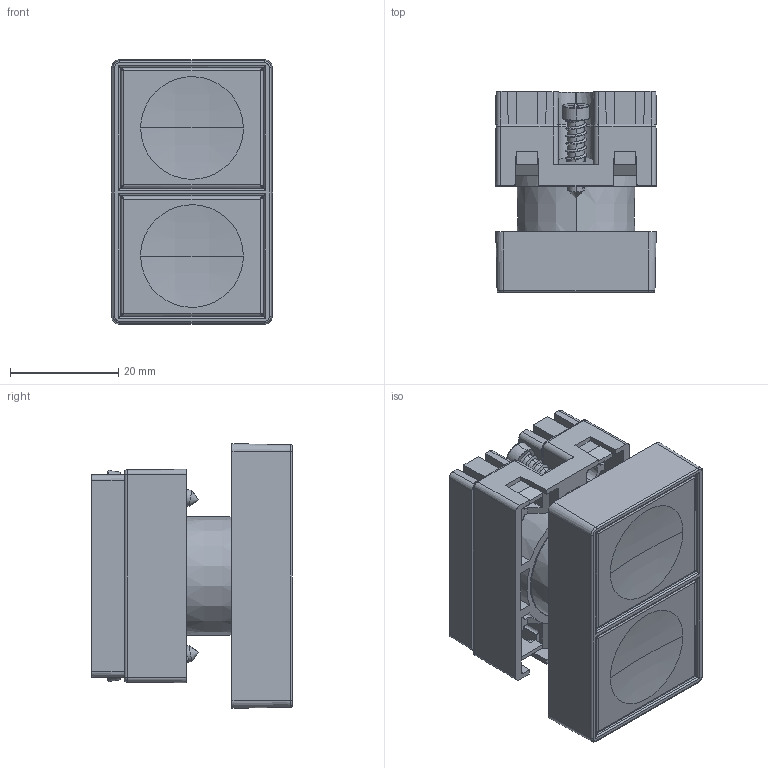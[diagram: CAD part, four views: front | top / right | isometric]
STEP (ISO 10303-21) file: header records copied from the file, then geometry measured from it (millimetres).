
FILE_DESCRIPTION (( 'STEP AP214' ), '1' );
FILE_NAME ('ECP3152.step', '2018-03-21T18:52:58', ( '' ), ( '' ), 'SwSTEP 2.0', 'SolidWorks 2017', '' );
FILE_SCHEMA (( 'AUTOMOTIVE_DESIGN' ));
Length unit declared in the file: inch
Products named in the file (1): ECP3152
Bounding box: 29.8 x 37.2 x 49 mm (x, y, z)
Volume: 18009.1 mm3; surface area: 23819.9 mm2
Topology: 8 solids, 8 shells, 877 faces, 2368 edges, 1530 vertices
Faces by surface type: plane 401, cone 194, cylinder 181, bspline 97, torus 4
Entity records: 45039 total; most frequent: CARTESIAN_POINT 12597, ORIENTED_EDGE 4728, DIRECTION 3991, EDGE_CURVE 2364, VERTEX_POINT 1530, AXIS2_PLACEMENT_3D 1381, LINE 1229, VECTOR 1229
